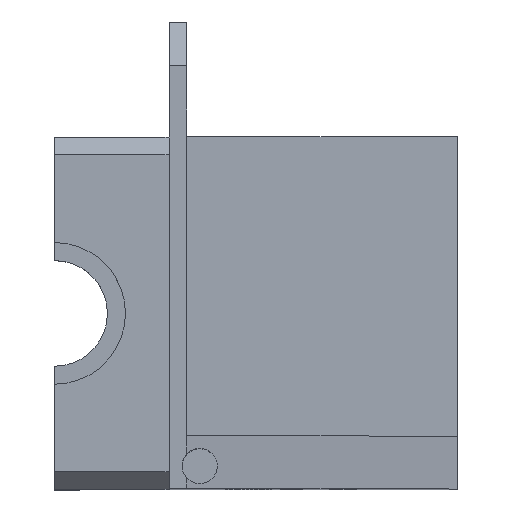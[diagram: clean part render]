
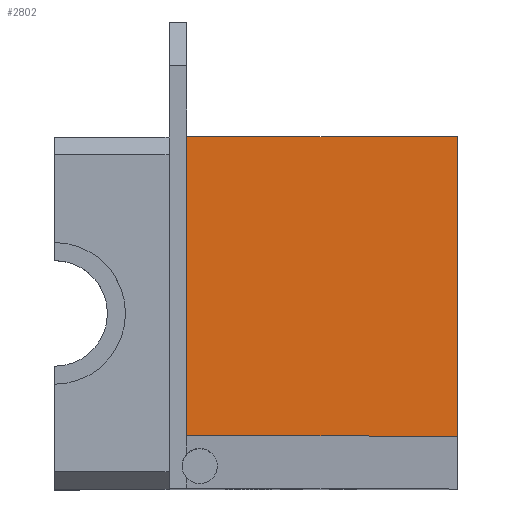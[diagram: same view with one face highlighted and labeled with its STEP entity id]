
A CAD part, top view. The second image highlights one B-rep face of the part: STEP entity #2802.
In plain terms, the highlighted planar face has unit normal (0, 0, 1).
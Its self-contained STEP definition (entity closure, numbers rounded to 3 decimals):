
#104 = DIRECTION ( 'NONE',  ( 0., 1., 0. ) ) ;
#125 = CARTESIAN_POINT ( 'NONE',  ( -30.768, -33., 23.773 ) ) ;
#278 = AXIS2_PLACEMENT_3D ( 'NONE', #4345, #2351, #325 ) ;
#308 = ORIENTED_EDGE ( 'NONE', *, *, #4325, .T. ) ;
#314 = EDGE_CURVE ( 'NONE', #2022, #2943, #2637, .T. ) ;
#325 = DIRECTION ( 'NONE',  ( 0., -1., 0. ) ) ;
#373 = EDGE_CURVE ( 'NONE', #2022, #2085, #2144, .T. ) ;
#604 = CARTESIAN_POINT ( 'NONE',  ( -30.768, -33., 23.773 ) ) ;
#735 = FACE_OUTER_BOUND ( 'NONE', #3513, .T. ) ;
#803 = ORIENTED_EDGE ( 'NONE', *, *, #314, .F. ) ;
#954 = VECTOR ( 'NONE', #3673, 1000. ) ;
#1279 = CARTESIAN_POINT ( 'NONE',  ( -30.768, -39., 23.773 ) ) ;
#1563 = CARTESIAN_POINT ( 'NONE',  ( 0., 1., 23.773 ) ) ;
#1566 = VECTOR ( 'NONE', #104, 1000. ) ;
#1773 = ORIENTED_EDGE ( 'NONE', *, *, #3340, .F. ) ;
#2022 = VERTEX_POINT ( 'NONE', #125 ) ;
#2085 = VERTEX_POINT ( 'NONE', #3153 ) ;
#2144 = LINE ( 'NONE', #604, #954 ) ;
#2351 = DIRECTION ( 'NONE',  ( 0., 0., 1. ) ) ;
#2637 = LINE ( 'NONE', #1279, #1566 ) ;
#2726 = CARTESIAN_POINT ( 'NONE',  ( -30.768, 1., 23.773 ) ) ;
#2802 = ADVANCED_FACE ( 'NONE', ( #735 ), #3053, .T. ) ;
#2826 = LINE ( 'NONE', #1563, #4029 ) ;
#2943 = VERTEX_POINT ( 'NONE', #2726 ) ;
#3053 = PLANE ( 'NONE',  #278 ) ;
#3132 = VERTEX_POINT ( 'NONE', #3171 ) ;
#3153 = CARTESIAN_POINT ( 'NONE',  ( 0., -33., 23.773 ) ) ;
#3171 = CARTESIAN_POINT ( 'NONE',  ( 0., 1., 23.773 ) ) ;
#3340 = EDGE_CURVE ( 'NONE', #3132, #2085, #2826, .T. ) ;
#3513 = EDGE_LOOP ( 'NONE', ( #4094, #1773, #308, #803 ) ) ;
#3649 = DIRECTION ( 'NONE',  ( -1., 0., 0. ) ) ;
#3667 = LINE ( 'NONE', #3959, #4017 ) ;
#3673 = DIRECTION ( 'NONE',  ( 1., 0., 0. ) ) ;
#3934 = DIRECTION ( 'NONE',  ( 0., -1., 0. ) ) ;
#3959 = CARTESIAN_POINT ( 'NONE',  ( -12.768, 1., 23.773 ) ) ;
#4017 = VECTOR ( 'NONE', #3649, 1000. ) ;
#4029 = VECTOR ( 'NONE', #3934, 1000. ) ;
#4094 = ORIENTED_EDGE ( 'NONE', *, *, #373, .T. ) ;
#4325 = EDGE_CURVE ( 'NONE', #3132, #2943, #3667, .T. ) ;
#4345 = CARTESIAN_POINT ( 'NONE',  ( -12.768, 1., 23.773 ) ) ;
